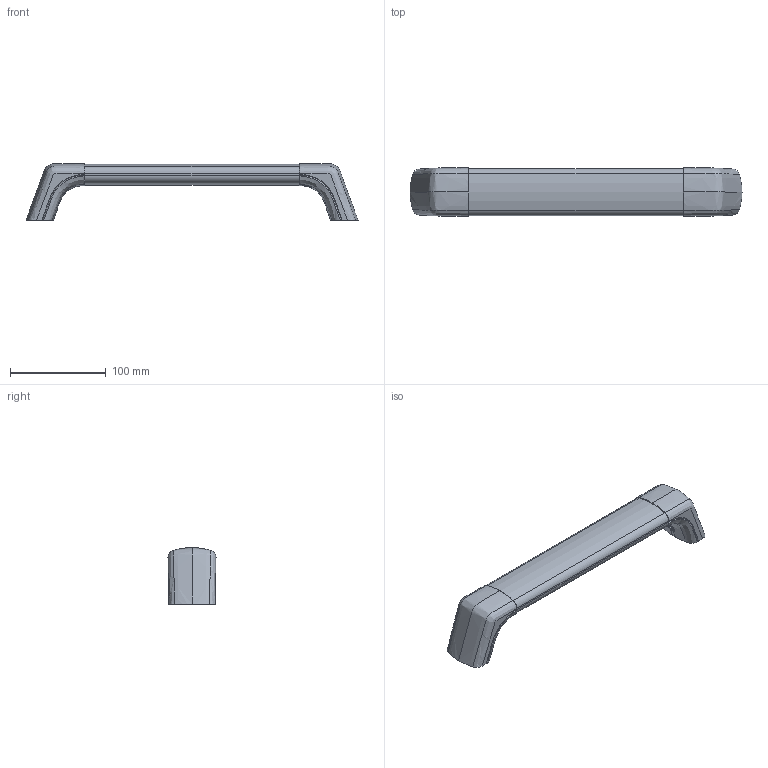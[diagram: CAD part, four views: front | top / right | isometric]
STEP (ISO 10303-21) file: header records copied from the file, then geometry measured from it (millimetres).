
FILE_DESCRIPTION(('Creo Elements/Direct Modeling STEP Export'),'2;1');
FILE_NAME('2636-346.stp','2024-05-15T10:12:23',(''),(''),'Creo Elements/Direct Modeling STEP processor for AP214 (Solid Model)','Creo Elements/Direct Modeling 20.0 12-Nov-2016 (C) Parametric Technology GmbH','');
FILE_SCHEMA(('AUTOMOTIVE_DESIGN { 1 0 10303 214 1 1 1 1 }'));
Length unit declared in the file: millimetre
Products named in the file (16): Leder; AL-12081; DIV-12080; Schraube_M_4x8_DIN_965.1.2.1; Seitenteil_OT; Seitenteil_UT; Schraube_M_4x8_DIN_965.1.2; D914M6x10S1.2; ZN-12078.1.1.1; KU-10861.1; Panhead3.9x16_DIN_7981.1.2; Panhead3.9x16_DIN_7981.1.1.1; Panhead3.9x16_DIN_7981.1.1; Panhead3.9x16_DIN_7981.1.2.1; Montagematerial-DLD7ULV8MDDNAE.1; DIV-12165.1
Assembly tree (16 placements, depth 3):
  DIV-12165.1
    Montagematerial-DLD7ULV8MDDNAE.1
      Panhead3.9x16_DIN_7981.1.2.1
      Panhead3.9x16_DIN_7981.1.1
      Panhead3.9x16_DIN_7981.1.1.1
      Panhead3.9x16_DIN_7981.1.2
    KU-10861.1
    ZN-12078.1.1.1  x2
      D914M6x10S1.2
      Schraube_M_4x8_DIN_965.1.2
      Seitenteil_UT
      Seitenteil_OT
      Schraube_M_4x8_DIN_965.1.2.1
    DIV-12080
      AL-12081
      Leder
Bounding box: 346 x 50.03 x 59.03 mm (x, y, z)
Volume: 129395.4 mm3; surface area: 204597.3 mm2
Topology: 17 solids, 17 shells, 3765 faces, 10653 edges, 6994 vertices
Faces by surface type: plane 2827, cylinder 410, bspline 342, cone 110, torus 62, extrusion 14
Entity records: 124356 total; most frequent: CARTESIAN_POINT 73729, ORIENTED_EDGE 11900, DIRECTION 7749, EDGE_CURVE 5950, VERTEX_POINT 3912, VECTOR 3253, LINE 3246, AXIS2_PLACEMENT_3D 2248
